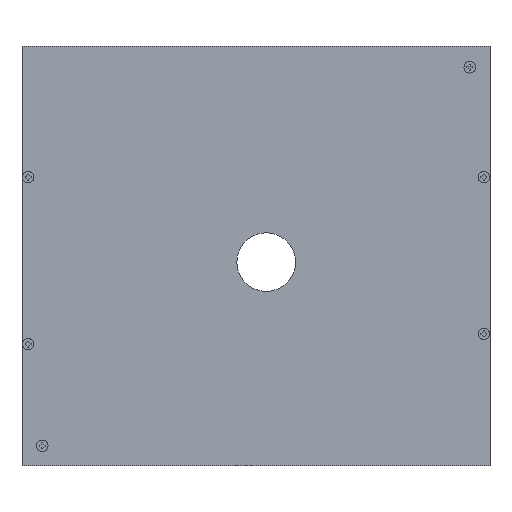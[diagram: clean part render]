
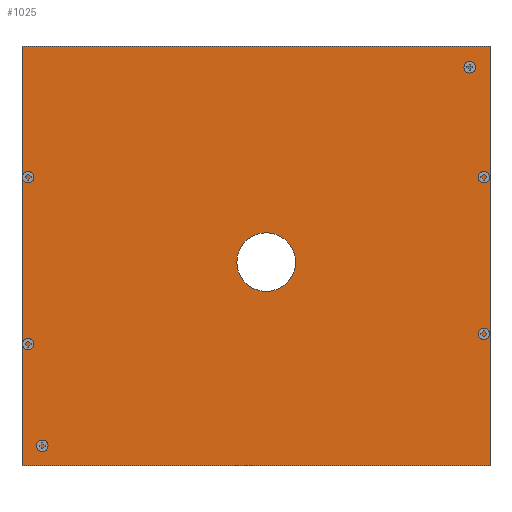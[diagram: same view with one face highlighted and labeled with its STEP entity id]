
A CAD part, front view. The second image highlights one B-rep face of the part: STEP entity #1025.
In plain terms, the highlighted planar face has unit normal (0, -1, 0).
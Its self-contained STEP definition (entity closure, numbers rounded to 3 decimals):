
#53=FACE_BOUND('',#230,.T.);
#88=PLANE('',#1125);
#165=FACE_OUTER_BOUND('',#229,.T.);
#229=EDGE_LOOP('',(#920,#921,#922,#923));
#230=EDGE_LOOP('',(#924));
#315=LINE('',#1725,#419);
#319=LINE('',#1733,#423);
#322=LINE('',#1739,#426);
#325=LINE('',#1744,#429);
#419=VECTOR('',#1354,10.);
#423=VECTOR('',#1360,10.);
#426=VECTOR('',#1365,10.);
#429=VECTOR('',#1370,10.);
#467=CIRCLE('',#1119,14.408);
#537=VERTEX_POINT('',#1719);
#538=VERTEX_POINT('',#1723);
#539=VERTEX_POINT('',#1724);
#542=VERTEX_POINT('',#1732);
#544=VERTEX_POINT('',#1738);
#662=EDGE_CURVE('',#537,#537,#467,.T.);
#663=EDGE_CURVE('',#538,#539,#315,.T.);
#667=EDGE_CURVE('',#539,#542,#319,.T.);
#670=EDGE_CURVE('',#542,#544,#322,.T.);
#673=EDGE_CURVE('',#544,#538,#325,.T.);
#920=ORIENTED_EDGE('',*,*,#673,.T.);
#921=ORIENTED_EDGE('',*,*,#663,.T.);
#922=ORIENTED_EDGE('',*,*,#667,.T.);
#923=ORIENTED_EDGE('',*,*,#670,.T.);
#924=ORIENTED_EDGE('',*,*,#662,.T.);
#1025=ADVANCED_FACE('',(#165,#53),#88,.F.);
#1119=AXIS2_PLACEMENT_3D('',#1721,#1350,#1351);
#1125=AXIS2_PLACEMENT_3D('',#1747,#1374,#1375);
#1350=DIRECTION('center_axis',(0.,1.,0.));
#1351=DIRECTION('ref_axis',(-1.,0.,0.));
#1354=DIRECTION('',(0.,0.,-1.));
#1360=DIRECTION('',(1.,0.,0.));
#1365=DIRECTION('',(0.,0.,1.));
#1370=DIRECTION('',(-1.,0.,0.));
#1374=DIRECTION('center_axis',(0.,1.,0.));
#1375=DIRECTION('ref_axis',(1.,0.,0.));
#1719=CARTESIAN_POINT('',(134.408,0.,100.));
#1721=CARTESIAN_POINT('Origin',(120.,0.,100.));
#1723=CARTESIAN_POINT('',(0.,0.,206.));
#1724=CARTESIAN_POINT('',(0.,0.,0.));
#1725=CARTESIAN_POINT('',(0.,0.,206.));
#1732=CARTESIAN_POINT('',(230.,0.,0.));
#1733=CARTESIAN_POINT('',(0.,0.,0.));
#1738=CARTESIAN_POINT('',(230.,0.,206.));
#1739=CARTESIAN_POINT('',(230.,0.,0.));
#1744=CARTESIAN_POINT('',(230.,0.,206.));
#1747=CARTESIAN_POINT('Origin',(115.,0.,103.));
